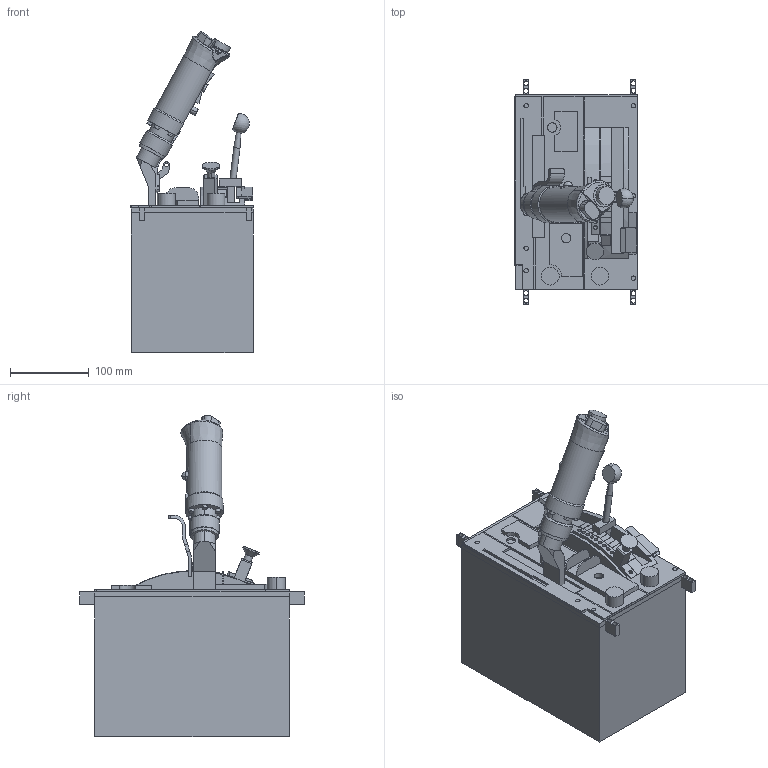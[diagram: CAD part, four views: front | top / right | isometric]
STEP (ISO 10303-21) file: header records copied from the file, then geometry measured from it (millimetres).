
FILE_DESCRIPTION(('FreeCAD Model'),'2;1');
FILE_NAME('Open CASCADE Shape Model','2025-05-23T12:12:58',(''),(''), 'Open CASCADE STEP processor 7.8','FreeCAD','Unknown');
FILE_SCHEMA(('AUTOMOTIVE_DESIGN { 1 0 10303 214 1 1 1 1 }'));
Length unit declared in the file: millimetre
Products named in the file (9): HoverStopBaseReferences; Base-Reference GregSabin Scale Model; XXXXX-Base-Case Tray; REF Dzus Rail Outboard; REF Dzus Rail Outboard Revised fore; REF Dzus Rail Outboard Revised aft; 77875 Base-Ghost Volume Inner; XXXXX Base-Reference Plate; XXXXX Base-Ghost Volume Outside
Assembly tree (8 placements, depth 2):
  HoverStopBaseReferences
    Base-Reference GregSabin Scale Model
    XXXXX-Base-Case Tray
    REF Dzus Rail Outboard
    REF Dzus Rail Outboard Revised fore
    REF Dzus Rail Outboard Revised aft
    77875 Base-Ghost Volume Inner
    XXXXX Base-Reference Plate
    XXXXX Base-Ghost Volume Outside
Bounding box: 155.52 x 285.75 x 408.62 mm (x, y, z)
Volume: 12633875.9 mm3; surface area: 747755.1 mm2
Topology: 17 solids, 17 shells, 571 faces, 1442 edges, 942 vertices
Faces by surface type: plane 355, cylinder 181, bspline 21, cone 6, sphere 6, torus 2
Full cylindrical faces by diameter (mm): 5.563 x6, 5.7 x6, 6.15 x45, 12 x3, 16 x2
Entity records: 25580 total; most frequent: CARTESIAN_POINT 11184, ORIENTED_EDGE 2880, DIRECTION 2798, EDGE_CURVE 1440, LINE 972, VECTOR 972, VERTEX_POINT 942, AXIS2_PLACEMENT_3D 913
